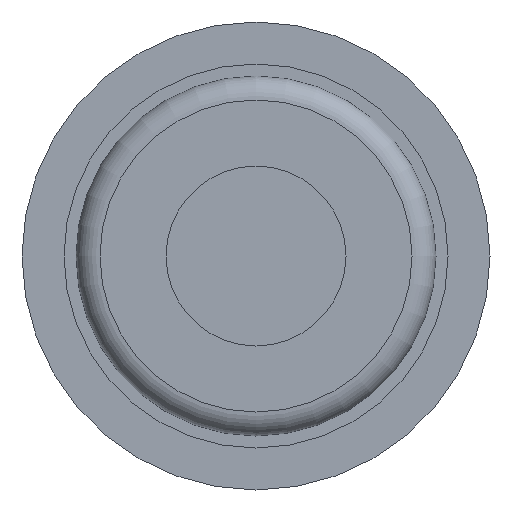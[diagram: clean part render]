
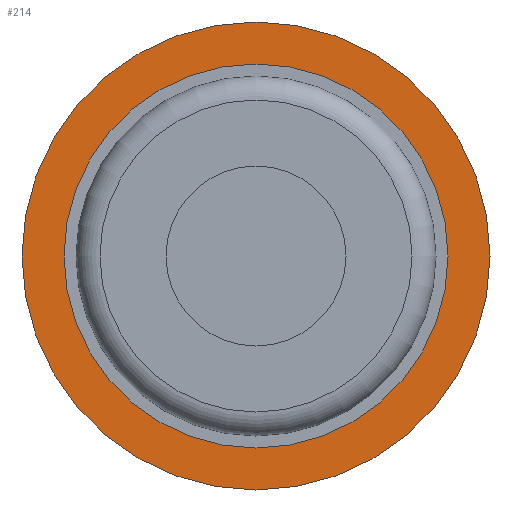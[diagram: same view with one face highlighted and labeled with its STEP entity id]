
A CAD part, front view. The second image highlights one B-rep face of the part: STEP entity #214.
In plain terms, the highlighted planar face has unit normal (0, -1, 0).
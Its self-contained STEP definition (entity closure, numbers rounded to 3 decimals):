
#21=FACE_BOUND('',#64,.T.);
#26=PLANE('',#272);
#45=FACE_OUTER_BOUND('',#63,.T.);
#63=EDGE_LOOP('',(#190));
#64=EDGE_LOOP('',(#191));
#97=CIRCLE('',#271,19.5);
#98=CIRCLE('',#273,16.);
#114=VERTEX_POINT('',#434);
#115=VERTEX_POINT('',#438);
#139=EDGE_CURVE('',#114,#114,#97,.T.);
#141=EDGE_CURVE('',#115,#115,#98,.T.);
#190=ORIENTED_EDGE('',*,*,#139,.T.);
#191=ORIENTED_EDGE('',*,*,#141,.F.);
#214=ADVANCED_FACE('',(#45,#21),#26,.F.);
#271=AXIS2_PLACEMENT_3D('',#435,#344,#345);
#272=AXIS2_PLACEMENT_3D('',#437,#347,#348);
#273=AXIS2_PLACEMENT_3D('',#439,#349,#350);
#344=DIRECTION('center_axis',(0.,-1.,0.));
#345=DIRECTION('ref_axis',(0.,0.,-1.));
#347=DIRECTION('center_axis',(0.,1.,0.));
#348=DIRECTION('ref_axis',(0.,0.,1.));
#349=DIRECTION('center_axis',(0.,-1.,0.));
#350=DIRECTION('ref_axis',(0.,0.,-1.));
#434=CARTESIAN_POINT('',(0.,0.,19.5));
#435=CARTESIAN_POINT('Origin',(0.,0.,0.));
#437=CARTESIAN_POINT('Origin',(19.5,0.,0.));
#438=CARTESIAN_POINT('',(0.,0.,16.));
#439=CARTESIAN_POINT('Origin',(0.,0.,0.));
